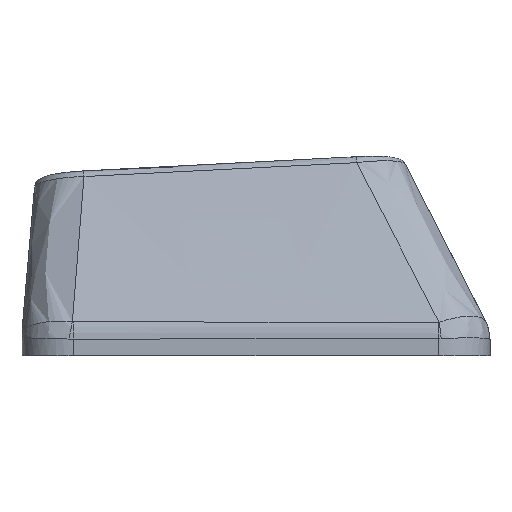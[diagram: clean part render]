
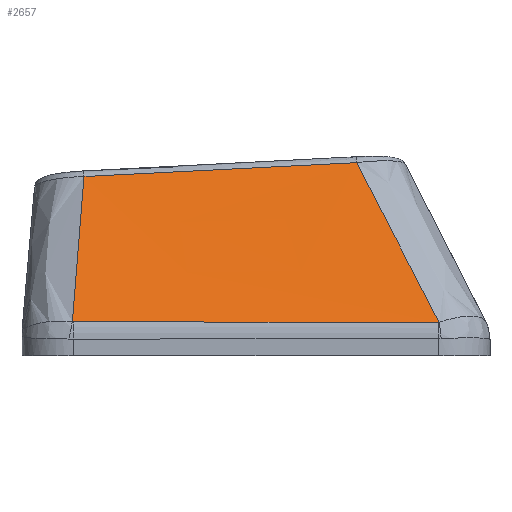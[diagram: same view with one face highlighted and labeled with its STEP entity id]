
A CAD part, left-side view. The second image highlights one B-rep face of the part: STEP entity #2657.
In plain terms, the highlighted free-form (B-spline) face has degree [3, 3] with [4, 4] control points.
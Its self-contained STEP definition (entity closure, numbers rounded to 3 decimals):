
#51=B_SPLINE_SURFACE_WITH_KNOTS('',3,3,((#6582,#6583,#6584,#6585),(#6586,
#6587,#6588,#6589),(#6590,#6591,#6592,#6593),(#6594,#6595,#6596,#6597)),
 .UNSPECIFIED.,.F.,.F.,.F.,(4,4),(4,4),(0.107,0.899),
(0.039,0.956),.UNSPECIFIED.);
#409=FACE_OUTER_BOUND('',#523,.T.);
#523=EDGE_LOOP('',(#2238,#2239,#2240,#2241,#2242,#2243));
#821=B_SPLINE_CURVE_WITH_KNOTS('',3,(#6192,#6193,#6194,#6195),
 .UNSPECIFIED.,.F.,.F.,(4,4),(0.,0.003),
 .UNSPECIFIED.);
#822=B_SPLINE_CURVE_WITH_KNOTS('',3,(#6213,#6214,#6215,#6216),
 .UNSPECIFIED.,.F.,.F.,(4,4),(-1.416,0.),.UNSPECIFIED.);
#825=B_SPLINE_CURVE_WITH_KNOTS('',3,(#6246,#6247,#6248,#6249),
 .UNSPECIFIED.,.F.,.F.,(4,4),(0.,0.004),
 .UNSPECIFIED.);
#842=B_SPLINE_CURVE_WITH_KNOTS('',3,(#6568,#6569,#6570,#6571),
 .UNSPECIFIED.,.F.,.F.,(4,4),(-0.661,-0.029),
 .UNSPECIFIED.);
#845=B_SPLINE_CURVE_WITH_KNOTS('',3,(#6599,#6600,#6601,#6602),
 .UNSPECIFIED.,.F.,.F.,(4,4),(0.032,0.785),
 .UNSPECIFIED.);
#846=B_SPLINE_CURVE_WITH_KNOTS('',3,(#6603,#6604,#6605,#6606),
 .UNSPECIFIED.,.F.,.F.,(4,4),(0.,1.059),.UNSPECIFIED.);
#1173=VERTEX_POINT('',#6154);
#1175=VERTEX_POINT('',#6185);
#1177=VERTEX_POINT('',#6212);
#1179=VERTEX_POINT('',#6239);
#1197=VERTEX_POINT('',#6567);
#1199=VERTEX_POINT('',#6598);
#1580=EDGE_CURVE('',#1173,#1175,#821,.T.);
#1581=EDGE_CURVE('',#1175,#1177,#822,.T.);
#1586=EDGE_CURVE('',#1177,#1179,#825,.T.);
#1613=EDGE_CURVE('',#1179,#1197,#842,.T.);
#1616=EDGE_CURVE('',#1199,#1173,#845,.T.);
#1617=EDGE_CURVE('',#1197,#1199,#846,.T.);
#2238=ORIENTED_EDGE('',*,*,#1586,.F.);
#2239=ORIENTED_EDGE('',*,*,#1581,.F.);
#2240=ORIENTED_EDGE('',*,*,#1580,.F.);
#2241=ORIENTED_EDGE('',*,*,#1616,.F.);
#2242=ORIENTED_EDGE('',*,*,#1617,.F.);
#2243=ORIENTED_EDGE('',*,*,#1613,.F.);
#2657=ADVANCED_FACE('',(#409),#51,.F.);
#6154=CARTESIAN_POINT('',(-16.087,-7.107,0.299));
#6185=CARTESIAN_POINT('',(-16.088,-7.079,0.298));
#6192=CARTESIAN_POINT('Ctrl Pts',(-16.087,-7.107,0.299));
#6193=CARTESIAN_POINT('Ctrl Pts',(-16.087,-7.098,0.298));
#6194=CARTESIAN_POINT('Ctrl Pts',(-16.088,-7.088,0.298));
#6195=CARTESIAN_POINT('Ctrl Pts',(-16.088,-7.079,0.298));
#6212=CARTESIAN_POINT('',(-16.065,7.082,0.318));
#6213=CARTESIAN_POINT('Ctrl Pts',(-16.088,-7.079,0.298));
#6214=CARTESIAN_POINT('Ctrl Pts',(-16.081,-2.359,0.304));
#6215=CARTESIAN_POINT('Ctrl Pts',(-16.073,2.361,0.311));
#6216=CARTESIAN_POINT('Ctrl Pts',(-16.065,7.082,0.318));
#6239=CARTESIAN_POINT('',(-16.063,7.125,0.322));
#6246=CARTESIAN_POINT('Ctrl Pts',(-16.065,7.082,0.318));
#6247=CARTESIAN_POINT('Ctrl Pts',(-16.065,7.096,0.318));
#6248=CARTESIAN_POINT('Ctrl Pts',(-16.064,7.111,0.319));
#6249=CARTESIAN_POINT('Ctrl Pts',(-16.063,7.125,0.322));
#6567=CARTESIAN_POINT('',(-13.24,6.675,5.956));
#6568=CARTESIAN_POINT('Ctrl Pts',(-16.063,7.125,0.322));
#6569=CARTESIAN_POINT('Ctrl Pts',(-15.119,6.972,2.199));
#6570=CARTESIAN_POINT('Ctrl Pts',(-14.178,6.821,4.077));
#6571=CARTESIAN_POINT('Ctrl Pts',(-13.24,6.675,5.956));
#6582=CARTESIAN_POINT('Ctrl Pts',(-13.234,7.033,5.949));
#6583=CARTESIAN_POINT('Ctrl Pts',(-14.185,7.064,4.057));
#6584=CARTESIAN_POINT('Ctrl Pts',(-15.136,7.095,2.164));
#6585=CARTESIAN_POINT('Ctrl Pts',(-16.088,7.126,0.272));
#6586=CARTESIAN_POINT('Ctrl Pts',(-13.234,3.263,6.137));
#6587=CARTESIAN_POINT('Ctrl Pts',(-14.185,2.969,4.185));
#6588=CARTESIAN_POINT('Ctrl Pts',(-15.136,2.675,2.233));
#6589=CARTESIAN_POINT('Ctrl Pts',(-16.088,2.382,0.28));
#6590=CARTESIAN_POINT('Ctrl Pts',(-13.234,-0.506,
6.324));
#6591=CARTESIAN_POINT('Ctrl Pts',(-14.185,-1.125,4.313));
#6592=CARTESIAN_POINT('Ctrl Pts',(-15.136,-1.744,2.301));
#6593=CARTESIAN_POINT('Ctrl Pts',(-16.088,-2.363,0.289));
#6594=CARTESIAN_POINT('Ctrl Pts',(-13.234,-4.275,6.512));
#6595=CARTESIAN_POINT('Ctrl Pts',(-14.185,-5.219,4.441));
#6596=CARTESIAN_POINT('Ctrl Pts',(-15.136,-6.163,2.369));
#6597=CARTESIAN_POINT('Ctrl Pts',(-16.088,-7.107,0.298));
#6598=CARTESIAN_POINT('',(-13.234,-3.9,6.494));
#6599=CARTESIAN_POINT('Ctrl Pts',(-13.234,-3.9,6.494));
#6600=CARTESIAN_POINT('Ctrl Pts',(-14.188,-4.972,4.431));
#6601=CARTESIAN_POINT('Ctrl Pts',(-15.138,-6.04,2.366));
#6602=CARTESIAN_POINT('Ctrl Pts',(-16.087,-7.107,0.299));
#6603=CARTESIAN_POINT('Ctrl Pts',(-13.24,6.675,5.956));
#6604=CARTESIAN_POINT('Ctrl Pts',(-13.238,3.15,6.135));
#6605=CARTESIAN_POINT('Ctrl Pts',(-13.236,-0.375,6.314));
#6606=CARTESIAN_POINT('Ctrl Pts',(-13.234,-3.9,6.494));
